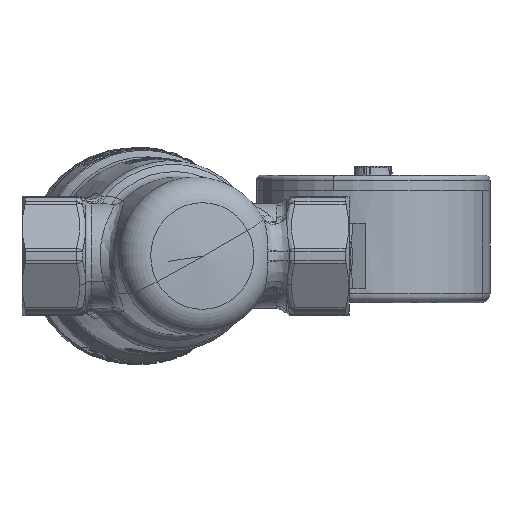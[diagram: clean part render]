
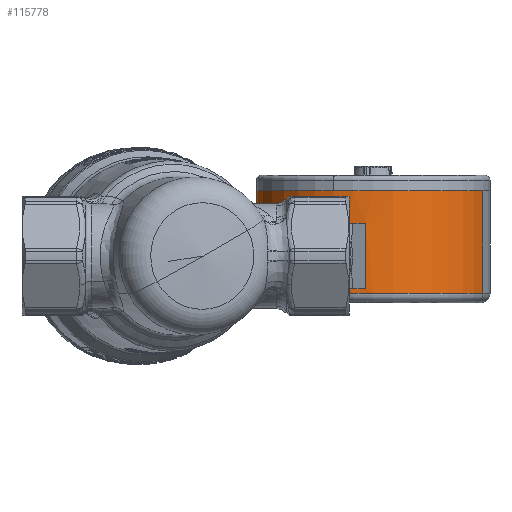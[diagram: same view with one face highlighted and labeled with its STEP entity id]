
A CAD part, front view. The second image highlights one B-rep face of the part: STEP entity #115778.
In plain terms, the highlighted cylindrical face has radius 25 mm (diameter 50 mm), a partial arc.
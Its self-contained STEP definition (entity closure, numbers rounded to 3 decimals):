
#115683=CARTESIAN_POINT('Vertex',(65.165,55.218,-8.)) ;
#115686=CARTESIAN_POINT('Axis2P3D Location',(41.673,63.769,-8.)) ;
#115690=CARTESIAN_POINT('Vertex',(18.18,72.319,-8.)) ;
#115706=CARTESIAN_POINT('Axis2P3D Location',(41.673,63.769,2.)) ;
#115711=CARTESIAN_POINT('Line Origine',(65.165,55.218,2.)) ;
#115715=CARTESIAN_POINT('Vertex',(65.165,55.218,14.)) ;
#115718=CARTESIAN_POINT('Axis2P3D Location',(41.673,63.769,14.)) ;
#115722=CARTESIAN_POINT('Vertex',(33.122,40.276,14.)) ;
#115725=CARTESIAN_POINT('Axis2P3D Location',(41.673,63.769,14.)) ;
#115729=CARTESIAN_POINT('Vertex',(18.18,72.319,14.)) ;
#115732=CARTESIAN_POINT('Line Origine',(18.18,72.319,2.)) ;
#115744=CARTESIAN_POINT('Axis2P3D Location',(41.673,63.769,-7.)) ;
#115748=CARTESIAN_POINT('Vertex',(40.042,38.822,-7.)) ;
#115750=CARTESIAN_POINT('Vertex',(26.886,43.61,-7.)) ;
#115753=CARTESIAN_POINT('Line Origine',(26.886,43.61,2.)) ;
#115757=CARTESIAN_POINT('Vertex',(26.886,43.61,7.)) ;
#115760=CARTESIAN_POINT('Axis2P3D Location',(41.673,63.769,7.)) ;
#115764=CARTESIAN_POINT('Vertex',(40.042,38.822,7.)) ;
#115767=CARTESIAN_POINT('Line Origine',(40.042,38.822,2.)) ;
#115713=VECTOR('Line Direction',#115712,1.) ;
#115734=VECTOR('Line Direction',#115733,1.) ;
#115755=VECTOR('Line Direction',#115754,1.) ;
#115769=VECTOR('Line Direction',#115768,1.) ;
#115687=DIRECTION('Axis2P3D Direction',(0.,0.,1.)) ;
#115707=DIRECTION('Axis2P3D Direction',(0.,0.,1.)) ;
#115708=DIRECTION('Axis2P3D XDirection',(0.94,-0.342,0.)) ;
#115712=DIRECTION('Vector Direction',(0.,0.,1.)) ;
#115719=DIRECTION('Axis2P3D Direction',(0.,0.,1.)) ;
#115726=DIRECTION('Axis2P3D Direction',(0.,0.,1.)) ;
#115733=DIRECTION('Vector Direction',(0.,0.,1.)) ;
#115745=DIRECTION('Axis2P3D Direction',(0.,0.,1.)) ;
#115754=DIRECTION('Vector Direction',(0.,0.,1.)) ;
#115761=DIRECTION('Axis2P3D Direction',(0.,0.,1.)) ;
#115768=DIRECTION('Vector Direction',(0.,0.,1.)) ;
#115688=AXIS2_PLACEMENT_3D('Circle Axis2P3D',#115686,#115687,$) ;
#115709=AXIS2_PLACEMENT_3D('Cylinder Axis2P3D',#115706,#115707,#115708) ;
#115720=AXIS2_PLACEMENT_3D('Circle Axis2P3D',#115718,#115719,$) ;
#115727=AXIS2_PLACEMENT_3D('Circle Axis2P3D',#115725,#115726,$) ;
#115746=AXIS2_PLACEMENT_3D('Circle Axis2P3D',#115744,#115745,$) ;
#115762=AXIS2_PLACEMENT_3D('Circle Axis2P3D',#115760,#115761,$) ;
#115714=LINE('Line',#115711,#115713) ;
#115735=LINE('Line',#115732,#115734) ;
#115756=LINE('Line',#115753,#115755) ;
#115770=LINE('Line',#115767,#115769) ;
#115689=CIRCLE('generated circle',#115688,25.) ;
#115721=CIRCLE('generated circle',#115720,25.) ;
#115728=CIRCLE('generated circle',#115727,25.) ;
#115747=CIRCLE('generated circle',#115746,25.) ;
#115763=CIRCLE('generated circle',#115762,25.) ;
#115710=CYLINDRICAL_SURFACE('generated cylinder',#115709,25.) ;
#115777=FACE_BOUND('',#115772,.T.) ;
#115692=EDGE_CURVE('',#115691,#115684,#115689,.T.) ;
#115717=EDGE_CURVE('',#115684,#115716,#115714,.T.) ;
#115724=EDGE_CURVE('',#115716,#115723,#115721,.F.) ;
#115731=EDGE_CURVE('',#115723,#115730,#115728,.F.) ;
#115736=EDGE_CURVE('',#115691,#115730,#115735,.T.) ;
#115752=EDGE_CURVE('',#115749,#115751,#115747,.F.) ;
#115759=EDGE_CURVE('',#115751,#115758,#115756,.T.) ;
#115766=EDGE_CURVE('',#115758,#115765,#115763,.T.) ;
#115771=EDGE_CURVE('',#115765,#115749,#115770,.F.) ;
#115738=ORIENTED_EDGE('',*,*,#115692,.T.) ;
#115739=ORIENTED_EDGE('',*,*,#115717,.T.) ;
#115740=ORIENTED_EDGE('',*,*,#115724,.T.) ;
#115741=ORIENTED_EDGE('',*,*,#115731,.T.) ;
#115742=ORIENTED_EDGE('',*,*,#115736,.F.) ;
#115773=ORIENTED_EDGE('',*,*,#115752,.T.) ;
#115774=ORIENTED_EDGE('',*,*,#115759,.T.) ;
#115775=ORIENTED_EDGE('',*,*,#115766,.T.) ;
#115776=ORIENTED_EDGE('',*,*,#115771,.T.) ;
#115737=EDGE_LOOP('',(#115738,#115739,#115740,#115741,#115742)) ;
#115772=EDGE_LOOP('',(#115773,#115774,#115775,#115776)) ;
#115684=VERTEX_POINT('',#115683) ;
#115691=VERTEX_POINT('',#115690) ;
#115716=VERTEX_POINT('',#115715) ;
#115723=VERTEX_POINT('',#115722) ;
#115730=VERTEX_POINT('',#115729) ;
#115749=VERTEX_POINT('',#115748) ;
#115751=VERTEX_POINT('',#115750) ;
#115758=VERTEX_POINT('',#115757) ;
#115765=VERTEX_POINT('',#115764) ;
#115778=ADVANCED_FACE('PartBody',(#115743,#115777),#115710,.T.) ;
#115743=FACE_OUTER_BOUND('',#115737,.T.) ;
